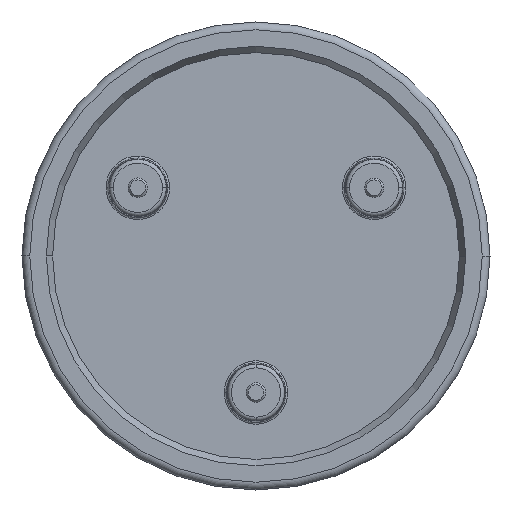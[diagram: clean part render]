
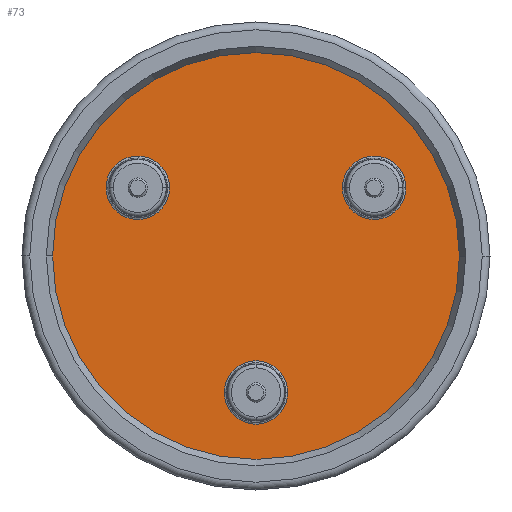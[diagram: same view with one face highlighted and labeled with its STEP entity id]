
A CAD part, front view. The second image highlights one B-rep face of the part: STEP entity #73.
In plain terms, the highlighted planar face has unit normal (0, -1, 0).
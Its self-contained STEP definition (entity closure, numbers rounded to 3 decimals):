
#73=ADVANCED_FACE('NONE',(#163,#164,#165,#166),#167,.T.);
#163=FACE_OUTER_BOUND('',#292,.T.);
#164=FACE_BOUND('',#293,.T.);
#165=FACE_BOUND('',#294,.T.);
#166=FACE_BOUND('',#295,.T.);
#167=PLANE('',#296);
#292=EDGE_LOOP('',(#563,#564));
#293=EDGE_LOOP('',(#565,#566));
#294=EDGE_LOOP('',(#567,#568));
#295=EDGE_LOOP('',(#569,#570));
#296=AXIS2_PLACEMENT_3D('',#571,#572,#573);
#563=ORIENTED_EDGE('',*,*,#901,.T.);
#564=ORIENTED_EDGE('',*,*,#869,.T.);
#565=ORIENTED_EDGE('',*,*,#827,.T.);
#566=ORIENTED_EDGE('',*,*,#902,.T.);
#567=ORIENTED_EDGE('',*,*,#822,.T.);
#568=ORIENTED_EDGE('',*,*,#903,.T.);
#569=ORIENTED_EDGE('',*,*,#817,.T.);
#570=ORIENTED_EDGE('',*,*,#904,.T.);
#571=CARTESIAN_POINT('',(0.,3.,0.0));
#572=DIRECTION('',(0.,-1.0,0.0));
#573=DIRECTION('',(0.0,0.0,-1.0));
#817=EDGE_CURVE('NONE',#962,#960,#963,.T.);
#822=EDGE_CURVE('NONE',#972,#970,#973,.T.);
#827=EDGE_CURVE('NONE',#982,#980,#983,.T.);
#869=EDGE_CURVE('NONE',#1055,#1056,#1057,.T.);
#901=EDGE_CURVE('NONE',#1056,#1055,#1108,.T.);
#902=EDGE_CURVE('NONE',#980,#982,#1109,.T.);
#903=EDGE_CURVE('NONE',#970,#972,#1110,.T.);
#904=EDGE_CURVE('NONE',#960,#962,#1111,.T.);
#960=VERTEX_POINT('NONE',#1191);
#962=VERTEX_POINT('NONE',#1193);
#963=CIRCLE('',#1194,8.135);
#970=VERTEX_POINT('NONE',#1229);
#972=VERTEX_POINT('NONE',#1231);
#973=CIRCLE('',#1232,8.135);
#980=VERTEX_POINT('NONE',#1311);
#982=VERTEX_POINT('NONE',#1313);
#983=CIRCLE('',#1314,8.135);
#1055=VERTEX_POINT('NONE',#1483);
#1056=VERTEX_POINT('NONE',#1484);
#1057=CIRCLE('',#1485,52.15);
#1108=CIRCLE('',#1546,52.15);
#1109=CIRCLE('',#1547,8.135);
#1110=CIRCLE('',#1548,8.135);
#1111=CIRCLE('',#1549,8.135);
#1191=CARTESIAN_POINT('',(-8.135,3.,-35.0));
#1193=CARTESIAN_POINT('',(8.135,3.,-35.0));
#1194=AXIS2_PLACEMENT_3D('',#1684,#1685,#1686);
#1229=CARTESIAN_POINT('',(22.176,3.,17.5));
#1231=CARTESIAN_POINT('',(38.446,3.,17.5));
#1232=AXIS2_PLACEMENT_3D('',#1693,#1694,#1695);
#1311=CARTESIAN_POINT('',(-38.446,3.,17.5));
#1313=CARTESIAN_POINT('',(-22.176,3.,17.5));
#1314=AXIS2_PLACEMENT_3D('',#1702,#1703,#1704);
#1483=CARTESIAN_POINT('',(-52.15,3.,0.));
#1484=CARTESIAN_POINT('',(52.15,3.0,0.0));
#1485=AXIS2_PLACEMENT_3D('',#1776,#1777,#1778);
#1546=AXIS2_PLACEMENT_3D('',#1852,#1853,#1854);
#1547=AXIS2_PLACEMENT_3D('',#1855,#1856,#1857);
#1548=AXIS2_PLACEMENT_3D('',#1858,#1859,#1860);
#1549=AXIS2_PLACEMENT_3D('',#1861,#1862,#1863);
#1684=CARTESIAN_POINT('',(0.,3.,-35.0));
#1685=DIRECTION('',(0.,1.0,0.0));
#1686=DIRECTION('',(1.0,0.,0.0));
#1693=CARTESIAN_POINT('',(30.311,3.,17.5));
#1694=DIRECTION('',(0.,1.0,0.0));
#1695=DIRECTION('',(1.0,0.,0.0));
#1702=CARTESIAN_POINT('',(-30.311,3.,17.5));
#1703=DIRECTION('',(0.,1.0,0.0));
#1704=DIRECTION('',(1.0,0.,0.0));
#1776=CARTESIAN_POINT('',(0.,3.,0.0));
#1777=DIRECTION('',(0.,-1.0,-0.0));
#1778=DIRECTION('',(1.0,0.,0.0));
#1852=CARTESIAN_POINT('',(0.,3.,0.0));
#1853=DIRECTION('',(0.,-1.0,-0.0));
#1854=DIRECTION('',(1.0,0.,0.0));
#1855=CARTESIAN_POINT('',(-30.311,3.,17.5));
#1856=DIRECTION('',(0.,1.0,0.0));
#1857=DIRECTION('',(1.0,0.,0.0));
#1858=CARTESIAN_POINT('',(30.311,3.,17.5));
#1859=DIRECTION('',(0.,1.0,0.0));
#1860=DIRECTION('',(1.0,0.,0.0));
#1861=CARTESIAN_POINT('',(0.,3.,-35.0));
#1862=DIRECTION('',(0.,1.0,0.0));
#1863=DIRECTION('',(1.0,0.,0.0));
